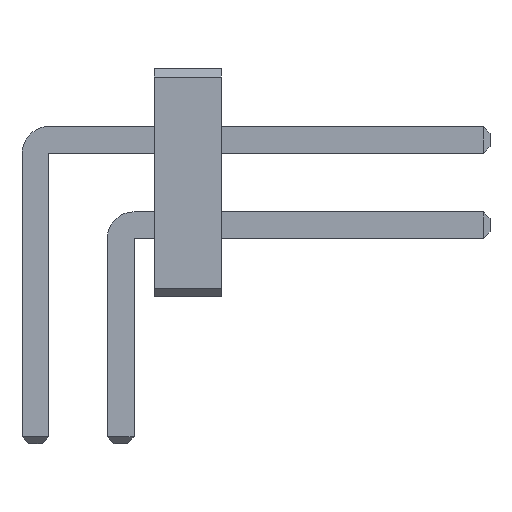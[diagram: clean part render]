
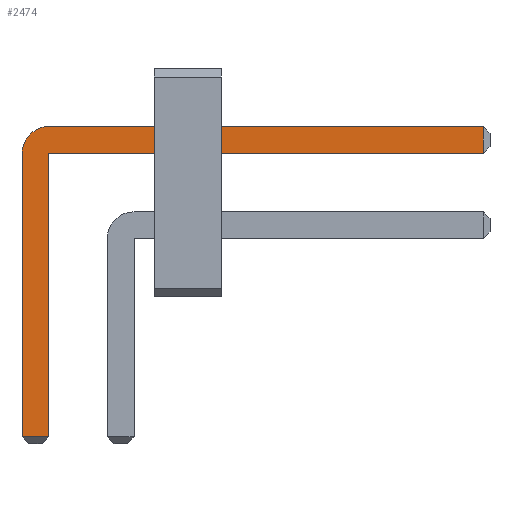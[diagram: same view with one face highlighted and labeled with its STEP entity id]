
A CAD part, front view. The second image highlights one B-rep face of the part: STEP entity #2474.
In plain terms, the highlighted planar face has unit normal (0, -1, 0).
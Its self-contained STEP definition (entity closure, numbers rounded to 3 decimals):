
#13=DIRECTION('',(0.,0.,1.));
#1069=VECTOR('',#13,1.);
#2276=VECTOR('',#2277,1.);
#2277=DIRECTION('',(1.,0.,0.));
#2283=VECTOR('',#2284,1.);
#2284=DIRECTION('',(0.,0.,-1.));
#2291=VECTOR('',#2292,1.);
#2292=DIRECTION('',(-1.,0.,0.));
#2313=DIRECTION('',(-0.,1.,0.));
#2317=DIRECTION('',(0.,1.,0.));
#2318=DIRECTION('',(0.,0.,1.));
#2325=VERTEX_POINT('',#2326);
#2326=CARTESIAN_POINT('',(0.2,-21.79,2.535));
#2328=ORIENTED_EDGE('',*,*,#2329,.T.);
#2329=EDGE_CURVE('',#2325,#2330,#2332,.T.);
#2330=VERTEX_POINT('',#2331);
#2331=CARTESIAN_POINT('',(6.67,-21.79,2.535));
#2332=LINE('',#2333,#2276);
#2333=CARTESIAN_POINT('',(-0.2,-21.79,2.535));
#2370=EDGE_CURVE('',#2371,#2325,#2373,.T.);
#2371=VERTEX_POINT('',#2372);
#2372=CARTESIAN_POINT('',(-0.2,-21.79,2.135));
#2373=CIRCLE('',#2374,0.4);
#2374=AXIS2_PLACEMENT_3D('',#2375,#2313,#2284);
#2375=CARTESIAN_POINT('',(0.2,-21.79,2.135));
#2387=VERTEX_POINT('',#2388);
#2388=CARTESIAN_POINT('',(6.67,-21.79,2.135));
#2390=ORIENTED_EDGE('',*,*,#2391,.T.);
#2391=EDGE_CURVE('',#2387,#2392,#2393,.T.);
#2392=VERTEX_POINT('',#2375);
#2393=LINE('',#2394,#2291);
#2394=CARTESIAN_POINT('',(6.77,-21.79,2.135));
#2406=VERTEX_POINT('',#2407);
#2407=CARTESIAN_POINT('',(-0.2,-21.79,-2.085));
#2409=ORIENTED_EDGE('',*,*,#2410,.T.);
#2410=EDGE_CURVE('',#2406,#2371,#2411,.T.);
#2411=LINE('',#2412,#1069);
#2412=CARTESIAN_POINT('',(-0.2,-21.79,-2.185));
#2420=ORIENTED_EDGE('',*,*,#2421,.T.);
#2421=EDGE_CURVE('',#2392,#2422,#2424,.T.);
#2422=VERTEX_POINT('',#2423);
#2423=CARTESIAN_POINT('',(0.2,-21.79,-2.085));
#2424=LINE('',#2375,#2283);
#2474=ADVANCED_FACE('',(#2475),#2484,.F.);
#2475=FACE_BOUND('',#2476,.F.);
#2476=EDGE_LOOP('',(#2328,#2477,#2390,#2420,#2480,#2409,#2483));
#2477=ORIENTED_EDGE('',*,*,#2478,.T.);
#2478=EDGE_CURVE('',#2330,#2387,#2479,.T.);
#2479=LINE('',#2331,#2283);
#2480=ORIENTED_EDGE('',*,*,#2481,.T.);
#2481=EDGE_CURVE('',#2422,#2406,#2482,.T.);
#2482=LINE('',#2423,#2291);
#2483=ORIENTED_EDGE('',*,*,#2370,.T.);
#2484=PLANE('',#2485);
#2485=AXIS2_PLACEMENT_3D('',#2486,#2317,#2318);
#2486=CARTESIAN_POINT('',(2.071,-21.79,1.389));
